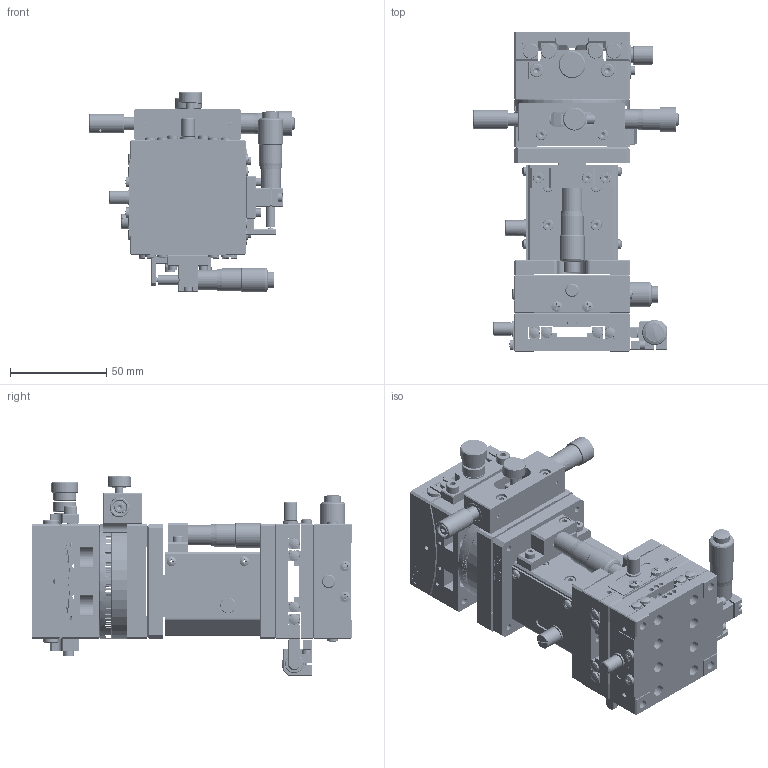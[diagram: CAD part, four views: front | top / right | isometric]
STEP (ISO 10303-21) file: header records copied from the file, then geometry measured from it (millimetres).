
FILE_DESCRIPTION (( 'STEP AP214' ), '1' );
FILE_NAME ('AAK5-60R.STEP', '2020-12-18T09:16:23', ( '' ), ( '' ), 'SwSTEP 2.0', 'SolidWorks 2017', '' );
FILE_SCHEMA (( 'AUTOMOTIVE_DESIGN' ));
Length unit declared in the file: millimetre
Products named in the file (1): AAK5-60R
Bounding box: 107.3 x 166.5 x 104.61 mm (x, y, z)
Surface area: 186036 mm2 (no closed solid volume)
Topology: 0 solids, 209 shells, 4114 faces, 15539 edges, 10809 vertices
Faces by surface type: plane 2588, cylinder 878, cone 379, torus 198, bspline 41, sphere 30
Entity records: 211632 total; most frequent: CARTESIAN_POINT 35781, DIRECTION 27658, ORIENTED_EDGE 24265, EDGE_CURVE 15317, VERTEX_POINT 10803, LINE 10214, VECTOR 10214, AXIS2_PLACEMENT_3D 8722
